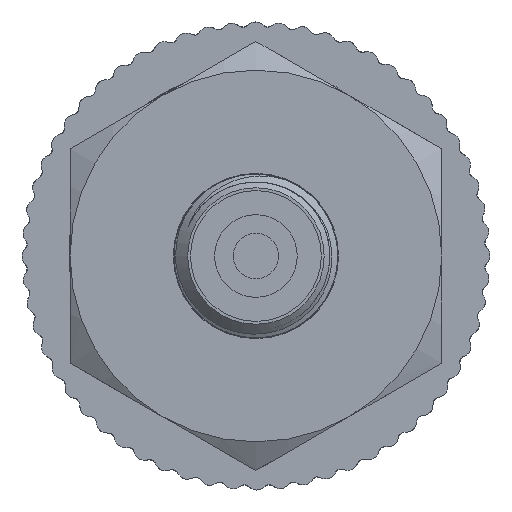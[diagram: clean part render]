
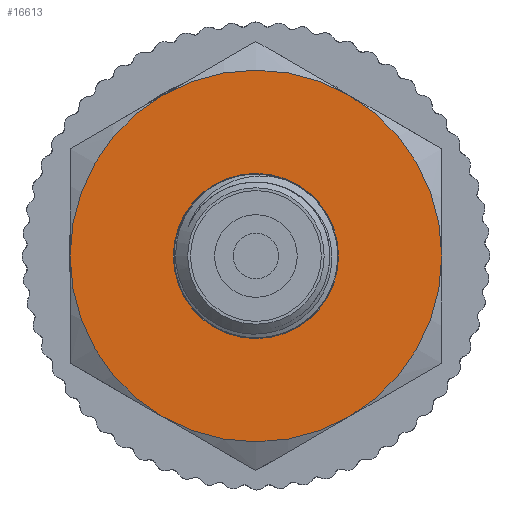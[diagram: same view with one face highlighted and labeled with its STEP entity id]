
A CAD part, left-side view. The second image highlights one B-rep face of the part: STEP entity #16613.
In plain terms, the highlighted face is planar.
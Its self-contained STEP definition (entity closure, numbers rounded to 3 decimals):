
#226=FACE_BOUND('',#2856,.T.);
#937=PLANE('',#17439);
#1889=FACE_OUTER_BOUND('',#2855,.T.);
#2855=EDGE_LOOP('',(#15519));
#2856=EDGE_LOOP('',(#15520));
#3155=CIRCLE('',#17438,13.5);
#3156=CIRCLE('',#17440,6.);
#7955=VERTEX_POINT('',#51900);
#7956=VERTEX_POINT('',#51904);
#10480=EDGE_CURVE('',#7955,#7955,#3155,.T.);
#10482=EDGE_CURVE('',#7956,#7956,#3156,.T.);
#15519=ORIENTED_EDGE('',*,*,#10480,.T.);
#15520=ORIENTED_EDGE('',*,*,#10482,.F.);
#16613=ADVANCED_FACE('',(#1889,#226),#937,.T.);
#17438=AXIS2_PLACEMENT_3D('',#51901,#19895,#19896);
#17439=AXIS2_PLACEMENT_3D('',#51903,#19898,#19899);
#17440=AXIS2_PLACEMENT_3D('',#51905,#19900,#19901);
#19895=DIRECTION('center_axis',(1.,0.,0.));
#19896=DIRECTION('ref_axis',(0.,0.,-1.));
#19898=DIRECTION('center_axis',(1.,0.,0.));
#19899=DIRECTION('ref_axis',(0.,0.,-1.));
#19900=DIRECTION('center_axis',(1.,0.,0.));
#19901=DIRECTION('ref_axis',(0.,0.,-1.));
#51900=CARTESIAN_POINT('',(-11.,-13.5,0.));
#51901=CARTESIAN_POINT('Origin',(-11.,0.,0.));
#51903=CARTESIAN_POINT('Origin',(-11.,6.,0.));
#51904=CARTESIAN_POINT('',(-11.,0.,6.));
#51905=CARTESIAN_POINT('Origin',(-11.,0.,0.));
